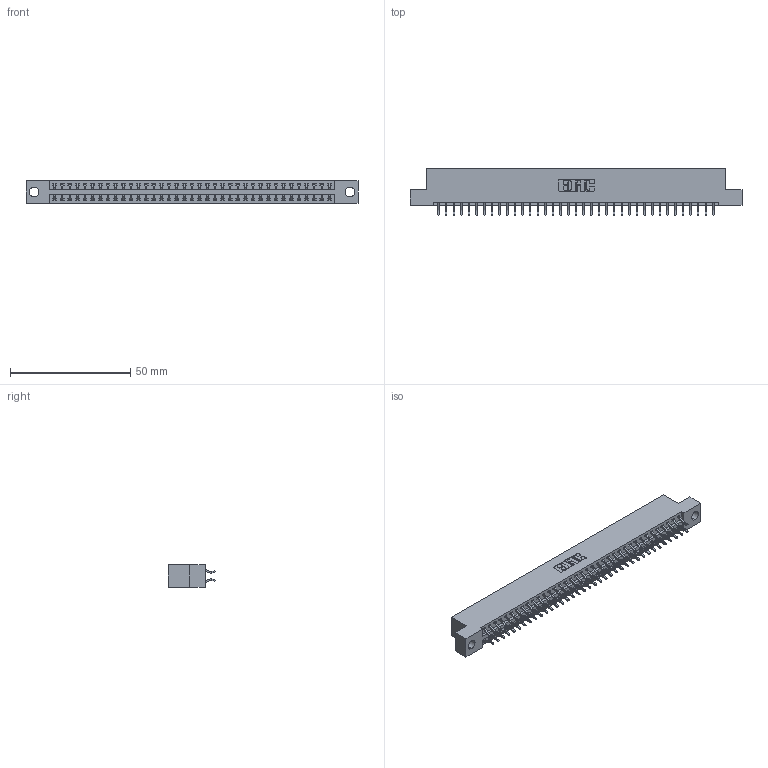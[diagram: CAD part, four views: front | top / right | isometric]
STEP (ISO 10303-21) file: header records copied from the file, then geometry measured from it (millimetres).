
FILE_DESCRIPTION (( 'STEP AP203' ), '1' );
FILE_NAME ('346-074-556-204.STEP', '2022-05-25T03:11:45', ( '' ), ( '' ), 'SwSTEP 2.0', 'SolidWorks 2020', '' );
FILE_SCHEMA (( 'CONFIG_CONTROL_DESIGN' ));
Length unit declared in the file: inch
Products named in the file (3): 346 Part_Flush Mounting Lugs - 0.156 Dia-TH; 345-292-001_556 Tail; 346-074-556-204
Assembly tree (75 placements, depth 2):
  346-074-556-204
    346 Part_Flush Mounting Lugs - 0.156 Dia-TH
    345-292-001_556 Tail  x74
Bounding box: 138.05 x 19.57 x 9.4 mm (x, y, z)
Volume: 13313.8 mm3; surface area: 18001.2 mm2
Topology: 75 solids, 75 shells, 4428 faces, 13167 edges, 8678 vertices
Faces by surface type: plane 2976, cylinder 1452
Entity records: 25459 total; most frequent: CARTESIAN_POINT 4222, ORIENTED_EDGE 4142, DIRECTION 3759, EDGE_CURVE 2071, VECTOR 1783, LINE 1783, VERTEX_POINT 1378, AXIS2_PLACEMENT_3D 988
